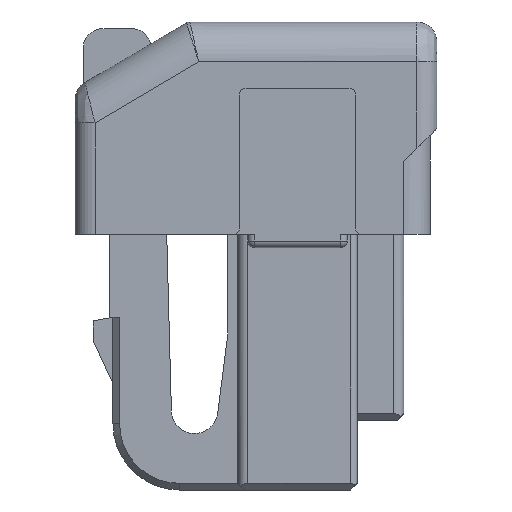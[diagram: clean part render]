
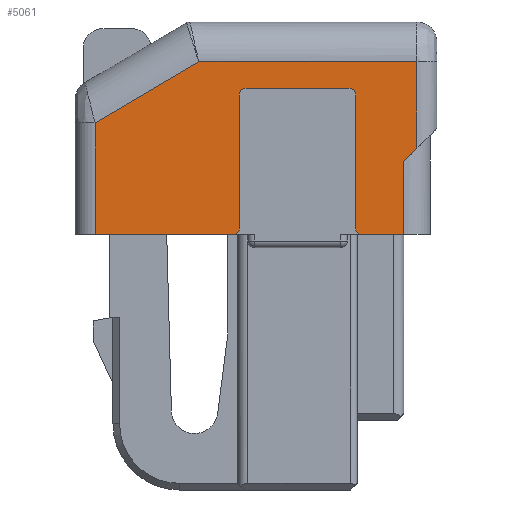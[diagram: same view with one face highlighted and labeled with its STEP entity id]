
A CAD part, left-side view. The second image highlights one B-rep face of the part: STEP entity #5061.
In plain terms, the highlighted planar face has unit normal (-1, 0, 0).
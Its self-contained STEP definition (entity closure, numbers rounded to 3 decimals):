
#230=CARTESIAN_POINT('',(-2.8,0.862,4.85));
#244=DIRECTION('',(0.,0.,1.));
#245=VECTOR('',#244,1.1);
#246=CARTESIAN_POINT('',(-2.8,-2.225,2.25));
#247=LINE('',#246,#245);
#248=CARTESIAN_POINT('',(-2.8,-1.6,2.35));
#249=DIRECTION('',(-1.,0.,0.));
#250=DIRECTION('',(0.,1.,0.));
#251=AXIS2_PLACEMENT_3D('',#248,#249,#250);
#253=DIRECTION('',(0.,0.,1.));
#254=VECTOR('',#253,2.);
#255=CARTESIAN_POINT('',(-2.8,-1.5,2.35));
#256=LINE('',#255,#254);
#257=DIRECTION('',(0.,1.,0.));
#258=VECTOR('',#257,1.55);
#259=CARTESIAN_POINT('',(-2.8,-1.4,4.45));
#260=LINE('',#259,#258);
#261=DIRECTION('',(0.,0.,1.));
#262=VECTOR('',#261,2.);
#263=CARTESIAN_POINT('',(-2.8,0.25,2.35));
#264=LINE('',#263,#262);
#265=CARTESIAN_POINT('',(-2.8,0.35,2.35));
#266=DIRECTION('',(-1.,0.,0.));
#267=DIRECTION('',(0.,0.,-1.));
#268=AXIS2_PLACEMENT_3D('',#265,#266,#267);
#270=DIRECTION('',(0.,0.,1.));
#271=VECTOR('',#270,1.68);
#272=CARTESIAN_POINT('',(-2.8,2.425,2.25));
#273=LINE('',#272,#271);
#274=DIRECTION('',(0.,0.862,-0.507));
#275=VECTOR('',#274,1.814);
#276=CARTESIAN_POINT('',(-2.8,0.862,4.85));
#277=LINE('',#276,#275);
#278=DIRECTION('',(0.,-1.,0.));
#279=VECTOR('',#278,3.287);
#280=CARTESIAN_POINT('',(-2.8,0.862,4.85));
#281=LINE('',#280,#279);
#282=DIRECTION('',(0.,0.,1.));
#283=VECTOR('',#282,1.3);
#284=CARTESIAN_POINT('',(-2.8,-2.425,3.55));
#285=LINE('',#284,#283);
#286=DIRECTION('',(0.,0.707,-0.707));
#287=VECTOR('',#286,0.283);
#288=CARTESIAN_POINT('',(-2.8,-2.425,3.55));
#289=LINE('',#288,#287);
#1506=DIRECTION('',(0.,1.,0.));
#1507=VECTOR('',#1506,2.075);
#1508=CARTESIAN_POINT('',(-2.8,0.35,2.25));
#1509=LINE('',#1508,#1507);
#1606=DIRECTION('',(0.,1.,0.));
#1607=VECTOR('',#1606,0.625);
#1608=CARTESIAN_POINT('',(-2.8,-2.225,2.25));
#1609=LINE('',#1608,#1607);
#1665=CARTESIAN_POINT('',(-2.8,0.15,4.35));
#1666=DIRECTION('',(1.,0.,0.));
#1667=DIRECTION('',(0.,1.,0.));
#1668=AXIS2_PLACEMENT_3D('',#1665,#1666,#1667);
#1694=CARTESIAN_POINT('',(-2.8,-1.4,4.35));
#1695=DIRECTION('',(1.,0.,0.));
#1696=DIRECTION('',(0.,0.,1.));
#1697=AXIS2_PLACEMENT_3D('',#1694,#1695,#1696);
#4399=CARTESIAN_POINT('',(-2.8,2.425,2.25));
#4400=CARTESIAN_POINT('',(-2.8,2.425,3.93));
#4401=VERTEX_POINT('',#4399);
#4402=VERTEX_POINT('',#4400);
#4467=CARTESIAN_POINT('',(-2.8,0.15,4.45));
#4469=VERTEX_POINT('',#4467);
#4472=CARTESIAN_POINT('',(-2.8,0.25,4.35));
#4473=VERTEX_POINT('',#4472);
#4478=CARTESIAN_POINT('',(-2.8,-1.4,4.45));
#4479=VERTEX_POINT('',#4478);
#4480=CARTESIAN_POINT('',(-2.8,-1.5,4.35));
#4481=VERTEX_POINT('',#4480);
#4498=CARTESIAN_POINT('',(-2.8,-1.5,2.35));
#4500=VERTEX_POINT('',#4498);
#4502=CARTESIAN_POINT('',(-2.8,-1.6,2.25));
#4503=VERTEX_POINT('',#4502);
#4506=CARTESIAN_POINT('',(-2.8,0.35,2.25));
#4507=CARTESIAN_POINT('',(-2.8,0.25,2.35));
#4508=VERTEX_POINT('',#4506);
#4509=VERTEX_POINT('',#4507);
#4608=CARTESIAN_POINT('',(-2.8,-2.425,4.85));
#4609=VERTEX_POINT('',#4608);
#4621=VERTEX_POINT('',#230);
#4638=CARTESIAN_POINT('',(-2.8,-2.225,2.25));
#4639=VERTEX_POINT('',#4638);
#4640=CARTESIAN_POINT('',(-2.8,-2.225,3.35));
#4641=VERTEX_POINT('',#4640);
#4650=CARTESIAN_POINT('',(-2.8,-2.425,3.55));
#4651=VERTEX_POINT('',#4650);
#5025=CARTESIAN_POINT('',(-2.8,-2.725,5.45));
#5026=DIRECTION('',(-1.,0.,0.));
#5027=DIRECTION('',(0.,1.,0.));
#5028=AXIS2_PLACEMENT_3D('',#5025,#5026,#5027);
#5029=PLANE('',#5028);
#5031=ORIENTED_EDGE('',*,*,#5030,.F.);
#5033=ORIENTED_EDGE('',*,*,#5032,.T.);
#5035=ORIENTED_EDGE('',*,*,#5034,.F.);
#5037=ORIENTED_EDGE('',*,*,#5036,.T.);
#5039=ORIENTED_EDGE('',*,*,#5038,.F.);
#5041=ORIENTED_EDGE('',*,*,#5040,.T.);
#5043=ORIENTED_EDGE('',*,*,#5042,.F.);
#5045=ORIENTED_EDGE('',*,*,#5044,.F.);
#5047=ORIENTED_EDGE('',*,*,#5046,.F.);
#5049=ORIENTED_EDGE('',*,*,#5048,.T.);
#5051=ORIENTED_EDGE('',*,*,#5050,.T.);
#5052=ORIENTED_EDGE('',*,*,#5016,.F.);
#5054=ORIENTED_EDGE('',*,*,#5053,.T.);
#5056=ORIENTED_EDGE('',*,*,#5055,.F.);
#5058=ORIENTED_EDGE('',*,*,#5057,.T.);
#5059=EDGE_LOOP('',(#5031,#5033,#5035,#5037,#5039,#5041,#5043,#5045,#5047,#5049,
#5051,#5052,#5054,#5056,#5058));
#5060=FACE_OUTER_BOUND('',#5059,.F.);
#5061=ADVANCED_FACE('',(#5060),#5029,.T.);
#252=CIRCLE('',#251,0.1);
#269=CIRCLE('',#268,0.1);
#1669=CIRCLE('',#1668,0.1);
#1698=CIRCLE('',#1697,0.1);
#5016=EDGE_CURVE('',#4621,#4402,#277,.T.);
#5030=EDGE_CURVE('',#4639,#4641,#247,.T.);
#5032=EDGE_CURVE('',#4639,#4503,#1609,.T.);
#5034=EDGE_CURVE('',#4500,#4503,#252,.T.);
#5036=EDGE_CURVE('',#4500,#4481,#256,.T.);
#5038=EDGE_CURVE('',#4479,#4481,#1698,.T.);
#5040=EDGE_CURVE('',#4479,#4469,#260,.T.);
#5042=EDGE_CURVE('',#4473,#4469,#1669,.T.);
#5044=EDGE_CURVE('',#4509,#4473,#264,.T.);
#5046=EDGE_CURVE('',#4508,#4509,#269,.T.);
#5048=EDGE_CURVE('',#4508,#4401,#1509,.T.);
#5050=EDGE_CURVE('',#4401,#4402,#273,.T.);
#5053=EDGE_CURVE('',#4621,#4609,#281,.T.);
#5055=EDGE_CURVE('',#4651,#4609,#285,.T.);
#5057=EDGE_CURVE('',#4651,#4641,#289,.T.);
